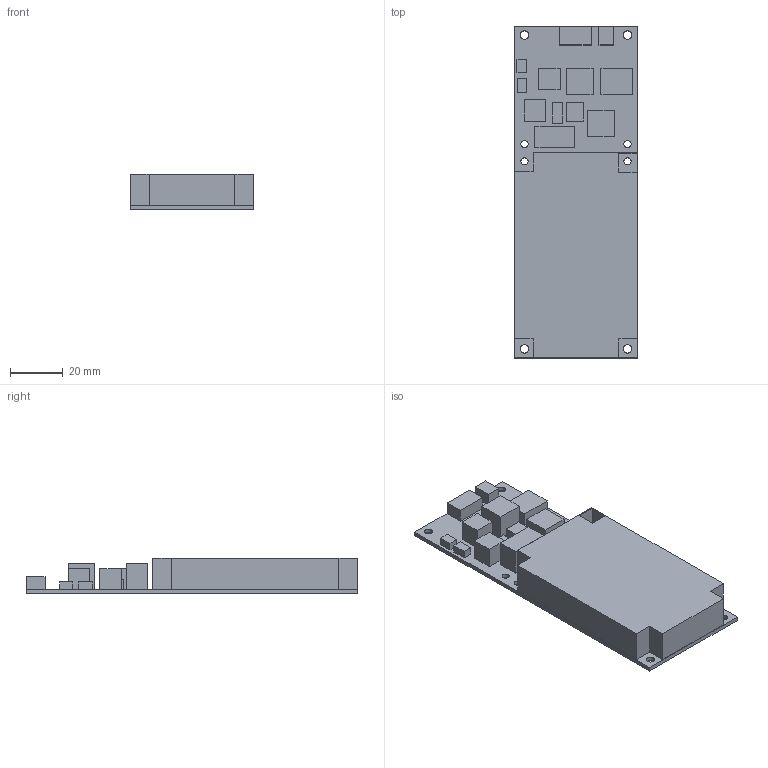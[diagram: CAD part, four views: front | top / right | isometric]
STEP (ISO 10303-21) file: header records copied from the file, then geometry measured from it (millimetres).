
FILE_DESCRIPTION (( 'STEP AP203' ), '1' );
FILE_NAME ('body_1.sldasm-Part-5_默认_sldprt.STEP', '2018-02-03T08:02:09', ( '' ), ( '' ), 'SwSTEP 2.0', 'SolidWorks 2014', '' );
FILE_SCHEMA (( 'CONFIG_CONTROL_DESIGN' ));
Length unit declared in the file: millimetre
Products named in the file (1): body_1.sldasm-Part-5_默认_sldprt
Bounding box: 46.9 x 125.7 x 13.6 mm (x, y, z)
Volume: 55985.5 mm3; surface area: 18253.3 mm2
Topology: 1 solids, 1 shells, 98 faces, 246 edges, 164 vertices
Faces by surface type: plane 82, cylinder 16
Entity records: 3011 total; most frequent: CARTESIAN_POINT 509, ORIENTED_EDGE 492, DIRECTION 476, EDGE_CURVE 246, LINE 214, VECTOR 214, VERTEX_POINT 164, AXIS2_PLACEMENT_3D 131
